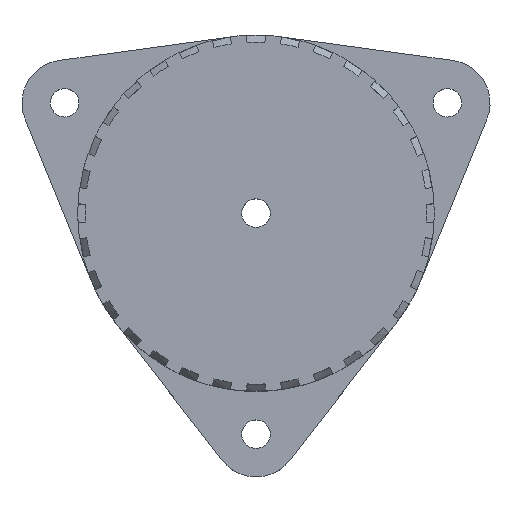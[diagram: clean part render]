
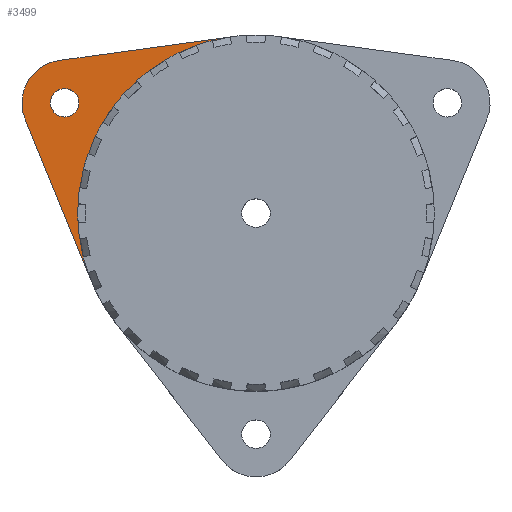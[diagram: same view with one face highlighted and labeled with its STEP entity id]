
A CAD part, top view. The second image highlights one B-rep face of the part: STEP entity #3499.
In plain terms, the highlighted planar face has unit normal (0, 0, 1).
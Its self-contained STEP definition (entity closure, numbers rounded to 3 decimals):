
#71=FACE_BOUND('',#403,.T.);
#89=PLANE('',#3740);
#189=FACE_OUTER_BOUND('',#402,.T.);
#402=EDGE_LOOP('',(#2385,#2386,#2387,#2388));
#403=EDGE_LOOP('',(#2389));
#630=LINE('',#5385,#941);
#634=LINE('',#5397,#945);
#941=VECTOR('',#4213,10.);
#945=VECTOR('',#4225,10.);
#1242=CIRCLE('',#3733,1.);
#1245=CIRCLE('',#3738,3.);
#1246=CIRCLE('',#3741,12.5);
#1470=VERTEX_POINT('',#5373);
#1474=VERTEX_POINT('',#5382);
#1475=VERTEX_POINT('',#5384);
#1477=VERTEX_POINT('',#5390);
#1479=VERTEX_POINT('',#5396);
#1814=EDGE_CURVE('',#1470,#1470,#1242,.T.);
#1819=EDGE_CURVE('',#1475,#1474,#630,.T.);
#1822=EDGE_CURVE('',#1477,#1475,#1245,.T.);
#1825=EDGE_CURVE('',#1479,#1477,#634,.T.);
#1827=EDGE_CURVE('',#1479,#1474,#1246,.T.);
#2385=ORIENTED_EDGE('',*,*,#1827,.F.);
#2386=ORIENTED_EDGE('',*,*,#1825,.T.);
#2387=ORIENTED_EDGE('',*,*,#1822,.T.);
#2388=ORIENTED_EDGE('',*,*,#1819,.T.);
#2389=ORIENTED_EDGE('',*,*,#1814,.T.);
#3499=ADVANCED_FACE('',(#189,#71),#89,.F.);
#3733=AXIS2_PLACEMENT_3D('',#5374,#4204,#4205);
#3738=AXIS2_PLACEMENT_3D('',#5391,#4219,#4220);
#3740=AXIS2_PLACEMENT_3D('',#5399,#4227,#4228);
#3741=AXIS2_PLACEMENT_3D('',#5400,#4229,#4230);
#4204=DIRECTION('center_axis',(0.,0.,
-1.));
#4205=DIRECTION('ref_axis',(-0.5,-0.866,0.));
#4213=DIRECTION('',(0.378,-0.926,0.));
#4219=DIRECTION('center_axis',(0.,0.,
1.));
#4220=DIRECTION('ref_axis',(-0.926,-0.378,0.));
#4225=DIRECTION('',(-0.991,-0.136,0.));
#4227=DIRECTION('center_axis',(0.,0.,
-1.));
#4228=DIRECTION('ref_axis',(-0.5,-0.866,0.));
#4229=DIRECTION('center_axis',(0.,0.,
1.));
#4230=DIRECTION('ref_axis',(-1.,0.,0.));
#5373=CARTESIAN_POINT('',(-12.923,8.616,-3.));
#5374=CARTESIAN_POINT('Origin',(-13.423,7.75,-3.));
#5382=CARTESIAN_POINT('',(-11.573,-4.723,-3.));
#5384=CARTESIAN_POINT('',(-16.201,6.616,-3.));
#5385=CARTESIAN_POINT('',(-11.573,-4.723,-3.));
#5390=CARTESIAN_POINT('',(-13.831,10.722,-3.));
#5391=CARTESIAN_POINT('Origin',(-13.423,7.75,-3.));
#5396=CARTESIAN_POINT('',(-1.696,12.384,-3.));
#5397=CARTESIAN_POINT('',(-1.696,12.384,-3.));
#5399=CARTESIAN_POINT('Origin',(-2.598,1.5,-3.));
#5400=CARTESIAN_POINT('Origin',(0.,0.,-3.));
